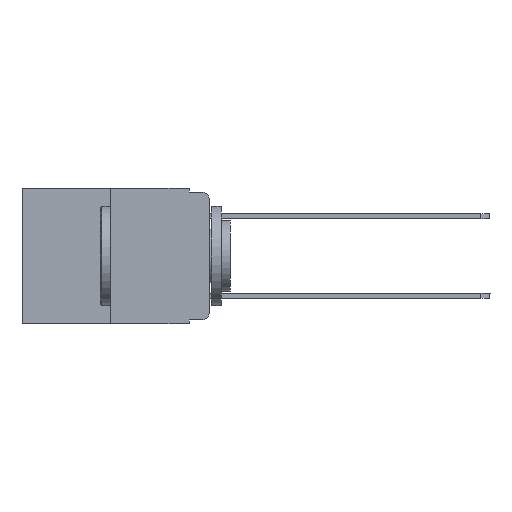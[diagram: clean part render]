
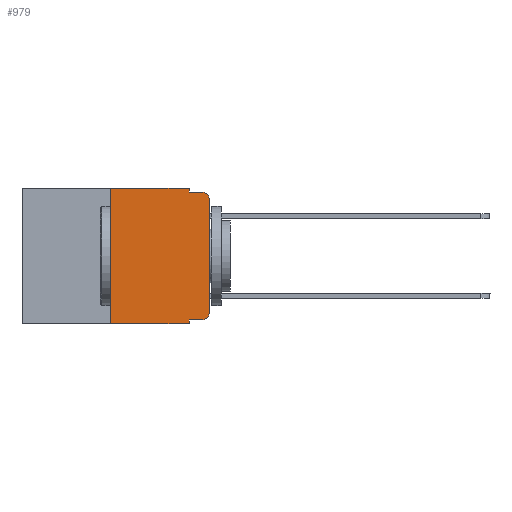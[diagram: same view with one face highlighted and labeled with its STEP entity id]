
A CAD part, left-side view. The second image highlights one B-rep face of the part: STEP entity #979.
In plain terms, the highlighted planar face has unit normal (-1, 0, 0).
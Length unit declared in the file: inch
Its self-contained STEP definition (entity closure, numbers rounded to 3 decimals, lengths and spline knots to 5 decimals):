
#77 = ORIENTED_EDGE ( 'NONE', *, *, #9162, .F. ) ;
#214 = ORIENTED_EDGE ( 'NONE', *, *, #4605, .F. ) ;
#399 = VERTEX_POINT ( 'NONE', #9638 ) ;
#409 = VECTOR ( 'NONE', #12611, 39.37008 ) ;
#439 = DIRECTION ( 'NONE',  ( 0., 0., 1. ) ) ;
#639 = CARTESIAN_POINT ( 'NONE',  ( 0., 0.02, -0.03 ) ) ;
#979 = ADVANCED_FACE ( 'NONE', ( #1180 ), #5303, .F. ) ;
#1177 = ORIENTED_EDGE ( 'NONE', *, *, #3454, .T. ) ;
#1180 = FACE_OUTER_BOUND ( 'NONE', #2161, .T. ) ;
#1184 = VERTEX_POINT ( 'NONE', #6215 ) ;
#1292 = CARTESIAN_POINT ( 'NONE',  ( 0., 0.473, 0. ) ) ;
#1473 = VERTEX_POINT ( 'NONE', #1864 ) ;
#1703 = VERTEX_POINT ( 'NONE', #5030 ) ;
#1864 = CARTESIAN_POINT ( 'NONE',  ( 0., 0.051, -0.343 ) ) ;
#1915 = CARTESIAN_POINT ( 'NONE',  ( 0., 0., -0.313 ) ) ;
#2076 = DIRECTION ( 'NONE',  ( 0., 0., -1. ) ) ;
#2161 = EDGE_LOOP ( 'NONE', ( #11911, #2623, #9600, #77, #214, #6968, #1177, #11492, #5190, #11171 ) ) ;
#2168 = VERTEX_POINT ( 'NONE', #4041 ) ;
#2623 = ORIENTED_EDGE ( 'NONE', *, *, #7950, .T. ) ;
#2751 = CARTESIAN_POINT ( 'NONE',  ( 0., 0.02, -0.333 ) ) ;
#2871 = VERTEX_POINT ( 'NONE', #8648 ) ;
#2934 = LINE ( 'NONE', #8972, #11292 ) ;
#3118 = AXIS2_PLACEMENT_3D ( 'NONE', #12499, #8640, #2076 ) ;
#3211 = DIRECTION ( 'NONE',  ( 1., 0., 0. ) ) ;
#3437 = EDGE_CURVE ( 'NONE', #1703, #1184, #4620, .T. ) ;
#3454 = EDGE_CURVE ( 'NONE', #1703, #1473, #2934, .T. ) ;
#4041 = CARTESIAN_POINT ( 'NONE',  ( 0., 0.051, -0.01 ) ) ;
#4152 = CARTESIAN_POINT ( 'NONE',  ( 0., 0., 0. ) ) ;
#4605 = EDGE_CURVE ( 'NONE', #1184, #2871, #12133, .T. ) ;
#4613 = VERTEX_POINT ( 'NONE', #10744 ) ;
#4620 = LINE ( 'NONE', #12507, #9063 ) ;
#5030 = CARTESIAN_POINT ( 'NONE',  ( 0., 0.25, -0.343 ) ) ;
#5092 = VECTOR ( 'NONE', #6753, 39.37008 ) ;
#5097 = VECTOR ( 'NONE', #7553, 39.37008 ) ;
#5183 = DIRECTION ( 'NONE',  ( -1., 0., 0. ) ) ;
#5190 = ORIENTED_EDGE ( 'NONE', *, *, #8961, .T. ) ;
#5303 = PLANE ( 'NONE',  #8004 ) ;
#5660 = EDGE_CURVE ( 'NONE', #2168, #399, #11573, .T. ) ;
#5916 = VECTOR ( 'NONE', #6194, 39.37008 ) ;
#5956 = LINE ( 'NONE', #6822, #9877 ) ;
#5985 = VERTEX_POINT ( 'NONE', #2751 ) ;
#6194 = DIRECTION ( 'NONE',  ( 0., -1., 0. ) ) ;
#6215 = CARTESIAN_POINT ( 'NONE',  ( 0., 0.25, 0. ) ) ;
#6753 = DIRECTION ( 'NONE',  ( 0., -1., 0. ) ) ;
#6822 = CARTESIAN_POINT ( 'NONE',  ( 0., 0.051, 0. ) ) ;
#6968 = ORIENTED_EDGE ( 'NONE', *, *, #3437, .F. ) ;
#7162 = VERTEX_POINT ( 'NONE', #12015 ) ;
#7448 = EDGE_CURVE ( 'NONE', #8842, #7162, #11433, .T. ) ;
#7506 = DIRECTION ( 'NONE',  ( 0., 0., -1. ) ) ;
#7553 = DIRECTION ( 'NONE',  ( 0., -1., 0. ) ) ;
#7950 = EDGE_CURVE ( 'NONE', #7162, #399, #8947, .T. ) ;
#8004 = AXIS2_PLACEMENT_3D ( 'NONE', #12863, #3211, #7506 ) ;
#8336 = LINE ( 'NONE', #11792, #409 ) ;
#8640 = DIRECTION ( 'NONE',  ( -1., 0., 0. ) ) ;
#8648 = CARTESIAN_POINT ( 'NONE',  ( 0., 0.051, 0. ) ) ;
#8842 = VERTEX_POINT ( 'NONE', #1915 ) ;
#8886 = EDGE_CURVE ( 'NONE', #4613, #1473, #8336, .T. ) ;
#8947 = CIRCLE ( 'NONE', #11860, 0.02 ) ;
#8961 = EDGE_CURVE ( 'NONE', #4613, #5985, #13158, .T. ) ;
#8972 = CARTESIAN_POINT ( 'NONE',  ( 0., 0.473, -0.343 ) ) ;
#9063 = VECTOR ( 'NONE', #439, 39.37008 ) ;
#9162 = EDGE_CURVE ( 'NONE', #2871, #2168, #5956, .T. ) ;
#9531 = DIRECTION ( 'NONE',  ( 0., 0., -1. ) ) ;
#9600 = ORIENTED_EDGE ( 'NONE', *, *, #5660, .F. ) ;
#9638 = CARTESIAN_POINT ( 'NONE',  ( 0., 0.02, -0.01 ) ) ;
#9877 = VECTOR ( 'NONE', #12270, 39.37008 ) ;
#9901 = CARTESIAN_POINT ( 'NONE',  ( 0., 0.051, -0.333 ) ) ;
#10123 = CIRCLE ( 'NONE', #3118, 0.02 ) ;
#10351 = EDGE_CURVE ( 'NONE', #5985, #8842, #10123, .T. ) ;
#10744 = CARTESIAN_POINT ( 'NONE',  ( 0., 0.051, -0.333 ) ) ;
#11078 = DIRECTION ( 'NONE',  ( 0., -1., 0. ) ) ;
#11171 = ORIENTED_EDGE ( 'NONE', *, *, #10351, .T. ) ;
#11292 = VECTOR ( 'NONE', #11078, 39.37008 ) ;
#11433 = LINE ( 'NONE', #4152, #12951 ) ;
#11492 = ORIENTED_EDGE ( 'NONE', *, *, #8886, .F. ) ;
#11573 = LINE ( 'NONE', #13860, #5916 ) ;
#11792 = CARTESIAN_POINT ( 'NONE',  ( 0., 0.051, 0. ) ) ;
#11860 = AXIS2_PLACEMENT_3D ( 'NONE', #639, #5183, #9531 ) ;
#11911 = ORIENTED_EDGE ( 'NONE', *, *, #7448, .T. ) ;
#12015 = CARTESIAN_POINT ( 'NONE',  ( 0., 0., -0.03 ) ) ;
#12133 = LINE ( 'NONE', #1292, #5097 ) ;
#12270 = DIRECTION ( 'NONE',  ( 0., 0., -1. ) ) ;
#12475 = DIRECTION ( 'NONE',  ( 0., 0., 1. ) ) ;
#12499 = CARTESIAN_POINT ( 'NONE',  ( 0., 0.02, -0.313 ) ) ;
#12507 = CARTESIAN_POINT ( 'NONE',  ( 0., 0.25, 0. ) ) ;
#12611 = DIRECTION ( 'NONE',  ( 0., 0., -1. ) ) ;
#12863 = CARTESIAN_POINT ( 'NONE',  ( 0., 0.473, 0. ) ) ;
#12951 = VECTOR ( 'NONE', #12475, 39.37008 ) ;
#13158 = LINE ( 'NONE', #9901, #5092 ) ;
#13860 = CARTESIAN_POINT ( 'NONE',  ( 0., 0.051, -0.01 ) ) ;
